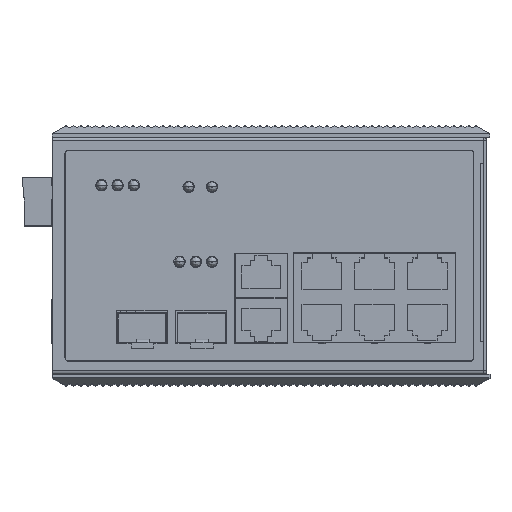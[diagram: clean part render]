
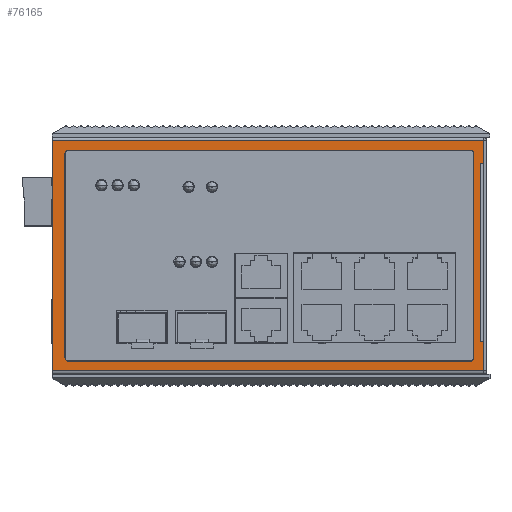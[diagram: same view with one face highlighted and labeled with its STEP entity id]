
A CAD part, top view. The second image highlights one B-rep face of the part: STEP entity #76165.
In plain terms, the highlighted planar face has unit normal (0, 0, 1).
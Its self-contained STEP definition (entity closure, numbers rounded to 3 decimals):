
#65677=DIRECTION('',(0.,-1.,0.));
#65678=VECTOR('',#65677,63.);
#65679=CARTESIAN_POINT('',(63.,-5.,52.));
#65680=LINE('',#65679,#65678);
#65684=CARTESIAN_POINT('',(62.,-5.,52.));
#65685=DIRECTION('',(0.,0.,1.));
#65686=DIRECTION('',(1.,0.,0.));
#65687=AXIS2_PLACEMENT_3D('',#65684,#65685,#65686);
#65692=DIRECTION('',(1.,0.,0.));
#65693=VECTOR('',#65692,124.);
#65694=CARTESIAN_POINT('',(-62.,-4.,52.));
#65695=LINE('',#65694,#65693);
#65699=CARTESIAN_POINT('',(-62.,-5.,52.));
#65700=DIRECTION('',(0.,0.,1.));
#65701=DIRECTION('',(0.,1.,0.));
#65702=AXIS2_PLACEMENT_3D('',#65699,#65700,#65701);
#65707=DIRECTION('',(0.,1.,0.));
#65708=VECTOR('',#65707,63.);
#65709=CARTESIAN_POINT('',(-63.,-68.,52.));
#65710=LINE('',#65709,#65708);
#65714=CARTESIAN_POINT('',(-62.,-68.,52.));
#65715=DIRECTION('',(0.,0.,1.));
#65716=DIRECTION('',(-1.,0.,0.));
#65717=AXIS2_PLACEMENT_3D('',#65714,#65715,#65716);
#65722=DIRECTION('',(-1.,0.,0.));
#65723=VECTOR('',#65722,124.);
#65724=CARTESIAN_POINT('',(62.,-69.,52.));
#65725=LINE('',#65724,#65723);
#65729=CARTESIAN_POINT('',(62.,-68.,52.));
#65730=DIRECTION('',(0.,0.,1.));
#65731=DIRECTION('',(0.,-1.,0.));
#65732=AXIS2_PLACEMENT_3D('',#65729,#65730,#65731);
#65737=DIRECTION('',(-1.,0.,0.));
#65738=VECTOR('',#65737,1.);
#65739=CARTESIAN_POINT('',(66.,-63.,52.));
#65740=LINE('',#65739,#65738);
#65744=DIRECTION('',(0.,-1.,0.));
#65745=VECTOR('',#65744,9.);
#65746=CARTESIAN_POINT('',(66.,-63.,52.));
#65747=LINE('',#65746,#65745);
#65751=DIRECTION('',(0.,1.,0.));
#65752=VECTOR('',#65751,71.);
#65753=CARTESIAN_POINT('',(-67.,-72.,52.));
#65754=LINE('',#65753,#65752);
#65758=DIRECTION('',(1.,0.,0.));
#65759=VECTOR('',#65758,133.);
#65760=CARTESIAN_POINT('',(-67.,-1.,52.));
#65761=LINE('',#65760,#65759);
#65765=DIRECTION('',(0.,-1.,0.));
#65766=VECTOR('',#65765,7.);
#65767=CARTESIAN_POINT('',(66.,-1.,52.));
#65768=LINE('',#65767,#65766);
#65772=DIRECTION('',(-1.,0.,0.));
#65773=VECTOR('',#65772,1.);
#65774=CARTESIAN_POINT('',(66.,-8.,52.));
#65775=LINE('',#65774,#65773);
#66943=DIRECTION('',(0.,1.,0.));
#66944=VECTOR('',#66943,55.);
#66945=CARTESIAN_POINT('',(65.,-63.,52.));
#66946=LINE('',#66945,#66944);
#67207=DIRECTION('',(1.,0.,0.));
#67208=VECTOR('',#67207,133.);
#67209=CARTESIAN_POINT('',(-67.,-72.,52.));
#67210=LINE('',#67209,#67208);
#74051=CARTESIAN_POINT('',(-67.,-1.,52.));
#74052=CARTESIAN_POINT('',(66.,-1.,52.));
#74053=VERTEX_POINT('',#74051);
#74054=VERTEX_POINT('',#74052);
#74085=CARTESIAN_POINT('',(-67.,-72.,52.));
#74086=CARTESIAN_POINT('',(66.,-72.,52.));
#74087=VERTEX_POINT('',#74085);
#74088=VERTEX_POINT('',#74086);
#75275=CARTESIAN_POINT('',(63.,-5.,52.));
#75276=CARTESIAN_POINT('',(63.,-68.,52.));
#75277=VERTEX_POINT('',#75275);
#75278=VERTEX_POINT('',#75276);
#75279=CARTESIAN_POINT('',(62.,-69.,52.));
#75280=CARTESIAN_POINT('',(-62.,-69.,52.));
#75281=VERTEX_POINT('',#75279);
#75282=VERTEX_POINT('',#75280);
#75283=CARTESIAN_POINT('',(-63.,-68.,52.));
#75284=CARTESIAN_POINT('',(-63.,-5.,52.));
#75285=VERTEX_POINT('',#75283);
#75286=VERTEX_POINT('',#75284);
#75287=CARTESIAN_POINT('',(-62.,-4.,52.));
#75288=CARTESIAN_POINT('',(62.,-4.,52.));
#75289=VERTEX_POINT('',#75287);
#75290=VERTEX_POINT('',#75288);
#75571=CARTESIAN_POINT('',(66.,-8.,52.));
#75572=VERTEX_POINT('',#75571);
#75573=CARTESIAN_POINT('',(66.,-63.,52.));
#75574=VERTEX_POINT('',#75573);
#75595=CARTESIAN_POINT('',(65.,-63.,52.));
#75596=CARTESIAN_POINT('',(65.,-8.,52.));
#75597=VERTEX_POINT('',#75595);
#75598=VERTEX_POINT('',#75596);
#76125=CARTESIAN_POINT('',(66.,-1.,52.));
#76126=DIRECTION('',(0.,0.,-1.));
#76127=DIRECTION('',(1.,0.,0.));
#76128=AXIS2_PLACEMENT_3D('',#76125,#76126,#76127);
#76129=PLANE('',#76128);
#76131=ORIENTED_EDGE('',*,*,#76130,.F.);
#76133=ORIENTED_EDGE('',*,*,#76132,.T.);
#76135=ORIENTED_EDGE('',*,*,#76134,.F.);
#76137=ORIENTED_EDGE('',*,*,#76136,.T.);
#76138=ORIENTED_EDGE('',*,*,#76116,.T.);
#76140=ORIENTED_EDGE('',*,*,#76139,.T.);
#76142=ORIENTED_EDGE('',*,*,#76141,.T.);
#76144=ORIENTED_EDGE('',*,*,#76143,.F.);
#76145=EDGE_LOOP('',(#76131,#76133,#76135,#76137,#76138,#76140,#76142,#76144));
#76146=FACE_OUTER_BOUND('',#76145,.F.);
#76148=ORIENTED_EDGE('',*,*,#76147,.F.);
#76150=ORIENTED_EDGE('',*,*,#76149,.T.);
#76152=ORIENTED_EDGE('',*,*,#76151,.F.);
#76154=ORIENTED_EDGE('',*,*,#76153,.T.);
#76156=ORIENTED_EDGE('',*,*,#76155,.F.);
#76158=ORIENTED_EDGE('',*,*,#76157,.T.);
#76160=ORIENTED_EDGE('',*,*,#76159,.F.);
#76162=ORIENTED_EDGE('',*,*,#76161,.T.);
#76163=EDGE_LOOP('',(#76148,#76150,#76152,#76154,#76156,#76158,#76160,#76162));
#76164=FACE_BOUND('',#76163,.F.);
#65688=CIRCLE('',#65687,1.);
#65703=CIRCLE('',#65702,1.);
#65718=CIRCLE('',#65717,1.);
#65733=CIRCLE('',#65732,1.);
#76116=EDGE_CURVE('',#74053,#74054,#65761,.T.);
#76130=EDGE_CURVE('',#75574,#75597,#65740,.T.);
#76132=EDGE_CURVE('',#75574,#74088,#65747,.T.);
#76134=EDGE_CURVE('',#74087,#74088,#67210,.T.);
#76136=EDGE_CURVE('',#74087,#74053,#65754,.T.);
#76139=EDGE_CURVE('',#74054,#75572,#65768,.T.);
#76141=EDGE_CURVE('',#75572,#75598,#65775,.T.);
#76143=EDGE_CURVE('',#75597,#75598,#66946,.T.);
#76147=EDGE_CURVE('',#75277,#75278,#65680,.T.);
#76149=EDGE_CURVE('',#75277,#75290,#65688,.T.);
#76151=EDGE_CURVE('',#75289,#75290,#65695,.T.);
#76153=EDGE_CURVE('',#75289,#75286,#65703,.T.);
#76155=EDGE_CURVE('',#75285,#75286,#65710,.T.);
#76157=EDGE_CURVE('',#75285,#75282,#65718,.T.);
#76159=EDGE_CURVE('',#75281,#75282,#65725,.T.);
#76161=EDGE_CURVE('',#75281,#75278,#65733,.T.);
#76165=ADVANCED_FACE('',(#76146,#76164),#76129,.F.);
